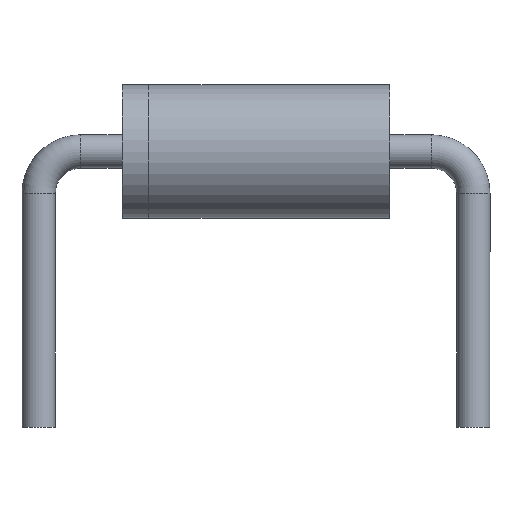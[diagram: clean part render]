
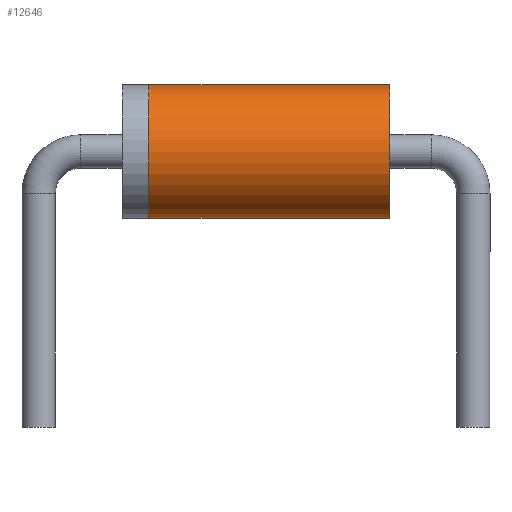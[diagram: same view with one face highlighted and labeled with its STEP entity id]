
A CAD part, front view. The second image highlights one B-rep face of the part: STEP entity #12646.
In plain terms, the highlighted cylindrical face has radius 1.6 mm (diameter 3.2 mm), a partial arc.
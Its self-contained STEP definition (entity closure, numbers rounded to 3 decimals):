
#16 = AXIS2_PLACEMENT_3D ( 'NONE', #7202, #7147, #2968 ) ;
#183 = CARTESIAN_POINT ( 'NONE',  ( 3.2, 0., 0. ) ) ;
#234 = AXIS2_PLACEMENT_3D ( 'NONE', #183, #7258, #11475 ) ;
#439 = EDGE_CURVE ( 'NONE', #3569, #1645, #7732, .T. ) ;
#967 = CYLINDRICAL_SURFACE ( 'NONE', #4647, 1.6 ) ;
#1239 = FACE_OUTER_BOUND ( 'NONE', #12218, .T. ) ;
#1273 = CARTESIAN_POINT ( 'NONE',  ( -2.565, 0., 1.6 ) ) ;
#1489 = CARTESIAN_POINT ( 'NONE',  ( -5.476, 0., 0. ) ) ;
#1645 = VERTEX_POINT ( 'NONE', #10825 ) ;
#1678 = LINE ( 'NONE', #8954, #7557 ) ;
#2475 = DIRECTION ( 'NONE',  ( -1., 0., 0. ) ) ;
#2968 = DIRECTION ( 'NONE',  ( 0., 1., 0. ) ) ;
#3101 = EDGE_CURVE ( 'NONE', #1645, #8747, #1678, .T. ) ;
#3569 = VERTEX_POINT ( 'NONE', #9118 ) ;
#3892 = CIRCLE ( 'NONE', #16, 1.6 ) ;
#4503 = CARTESIAN_POINT ( 'NONE',  ( -5.476, 0., -1.6 ) ) ;
#4647 = AXIS2_PLACEMENT_3D ( 'NONE', #1489, #10617, #6702 ) ;
#5371 = EDGE_CURVE ( 'NONE', #8747, #7814, #3892, .T. ) ;
#5387 = LINE ( 'NONE', #4503, #10835 ) ;
#6452 = ORIENTED_EDGE ( 'NONE', *, *, #8764, .F. ) ;
#6660 = CARTESIAN_POINT ( 'NONE',  ( -2.565, 0., -1.6 ) ) ;
#6702 = DIRECTION ( 'NONE',  ( 0., 0., 1. ) ) ;
#7147 = DIRECTION ( 'NONE',  ( 1., 0., 0. ) ) ;
#7202 = CARTESIAN_POINT ( 'NONE',  ( -2.565, 0., 0. ) ) ;
#7258 = DIRECTION ( 'NONE',  ( -1., 0., 0. ) ) ;
#7557 = VECTOR ( 'NONE', #8810, 1000. ) ;
#7732 = CIRCLE ( 'NONE', #234, 1.6 ) ;
#7814 = VERTEX_POINT ( 'NONE', #6660 ) ;
#8747 = VERTEX_POINT ( 'NONE', #1273 ) ;
#8764 = EDGE_CURVE ( 'NONE', #3569, #7814, #5387, .T. ) ;
#8810 = DIRECTION ( 'NONE',  ( -1., 0., 0. ) ) ;
#8954 = CARTESIAN_POINT ( 'NONE',  ( -5.476, 0., 1.6 ) ) ;
#9118 = CARTESIAN_POINT ( 'NONE',  ( 3.2, 0., -1.6 ) ) ;
#9733 = ORIENTED_EDGE ( 'NONE', *, *, #3101, .T. ) ;
#10096 = ORIENTED_EDGE ( 'NONE', *, *, #5371, .T. ) ;
#10617 = DIRECTION ( 'NONE',  ( -1., 0., 0. ) ) ;
#10783 = ORIENTED_EDGE ( 'NONE', *, *, #439, .T. ) ;
#10825 = CARTESIAN_POINT ( 'NONE',  ( 3.2, 0., 1.6 ) ) ;
#10835 = VECTOR ( 'NONE', #2475, 1000. ) ;
#11475 = DIRECTION ( 'NONE',  ( 0., 0., 1. ) ) ;
#12218 = EDGE_LOOP ( 'NONE', ( #6452, #10783, #9733, #10096 ) ) ;
#12646 = ADVANCED_FACE ( 'NONE', ( #1239 ), #967, .T. ) ;
